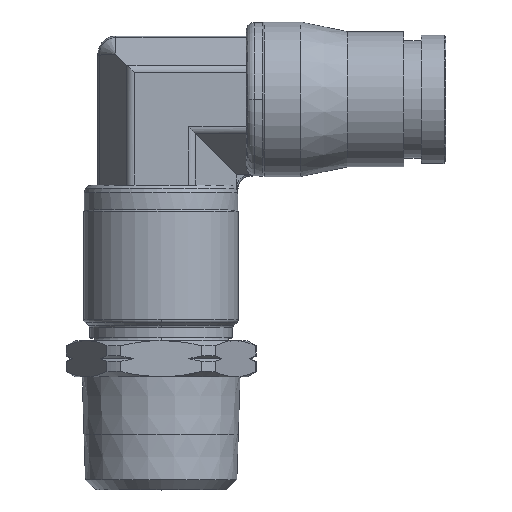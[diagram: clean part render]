
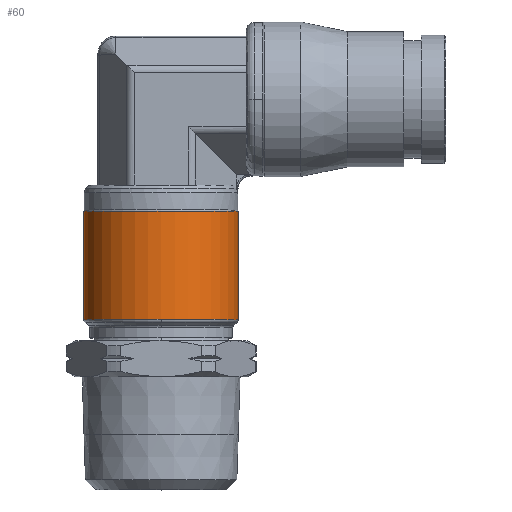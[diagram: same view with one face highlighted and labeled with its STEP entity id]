
A CAD part, top view. The second image highlights one B-rep face of the part: STEP entity #60.
In plain terms, the highlighted cylindrical face has radius 8.55 mm (diameter 17.099 mm), a partial arc.
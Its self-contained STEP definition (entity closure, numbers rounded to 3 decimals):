
#60=ADVANCED_FACE('',(#246),#247,.T.);
#246=FACE_OUTER_BOUND('',#598,.T.);
#247=CYLINDRICAL_SURFACE('',#599,8.55);
#598=EDGE_LOOP('',(#1026,#1027,#1028,#1029,#1030));
#599=AXIS2_PLACEMENT_3D('',#1031,#1032,#1033);
#1026=ORIENTED_EDGE('',*,*,#2342,.F.);
#1027=ORIENTED_EDGE('',*,*,#2343,.T.);
#1028=ORIENTED_EDGE('',*,*,#2344,.T.);
#1029=ORIENTED_EDGE('',*,*,#2345,.F.);
#1030=ORIENTED_EDGE('',*,*,#2339,.F.);
#1031=CARTESIAN_POINT('',(-31.485,-18.374,0.0));
#1032=DIRECTION('',(0.,1.0,0.0));
#1033=DIRECTION('',(-1.0,0.,0.0));
#2339=EDGE_CURVE('',#2802,#2805,#2806,.T.);
#2342=EDGE_CURVE('',#2810,#2802,#2811,.T.);
#2343=EDGE_CURVE('',#2810,#2812,#2813,.T.);
#2344=EDGE_CURVE('',#2812,#2814,#2815,.T.);
#2345=EDGE_CURVE('',#2805,#2814,#2816,.T.);
#2802=VERTEX_POINT('',#3546);
#2805=VERTEX_POINT('',#3550);
#2806=CIRCLE('',#3551,8.55);
#2810=VERTEX_POINT('',#3556);
#2811=LINE('',#3557,#3558);
#2812=VERTEX_POINT('',#3559);
#2813=CIRCLE('',#3560,8.55);
#2814=VERTEX_POINT('',#3561);
#2815=CIRCLE('',#3562,8.55);
#2816=LINE('',#3563,#3564);
#3546=CARTESIAN_POINT('',(-40.035,-12.387,0.0));
#3550=CARTESIAN_POINT('',(-22.935,-12.387,0.));
#3551=AXIS2_PLACEMENT_3D('',#5142,#5143,#5144);
#3556=CARTESIAN_POINT('',(-40.035,-24.362,0.0));
#3557=CARTESIAN_POINT('',(-40.035,-18.374,0.));
#3558=VECTOR('',#5149,1.0);
#3559=CARTESIAN_POINT('',(-31.485,-24.362,8.55));
#3560=AXIS2_PLACEMENT_3D('',#5150,#5151,#5152);
#3561=CARTESIAN_POINT('',(-22.935,-24.362,0.));
#3562=AXIS2_PLACEMENT_3D('',#5153,#5154,#5155);
#3563=CARTESIAN_POINT('',(-22.935,-18.374,0.));
#3564=VECTOR('',#5156,1.0);
#5142=CARTESIAN_POINT('',(-31.485,-12.387,0.0));
#5143=DIRECTION('',(0.,1.0,0.0));
#5144=DIRECTION('',(-1.0,0.,0.0));
#5149=DIRECTION('',(0.,1.0,0.0));
#5150=CARTESIAN_POINT('',(-31.485,-24.362,0.0));
#5151=DIRECTION('',(0.,1.0,0.0));
#5152=DIRECTION('',(-1.0,0.,0.0));
#5153=CARTESIAN_POINT('',(-31.485,-24.362,0.0));
#5154=DIRECTION('',(0.,1.0,0.0));
#5155=DIRECTION('',(-1.0,0.,0.0));
#5156=DIRECTION('',(0.,-1.0,-0.0));
